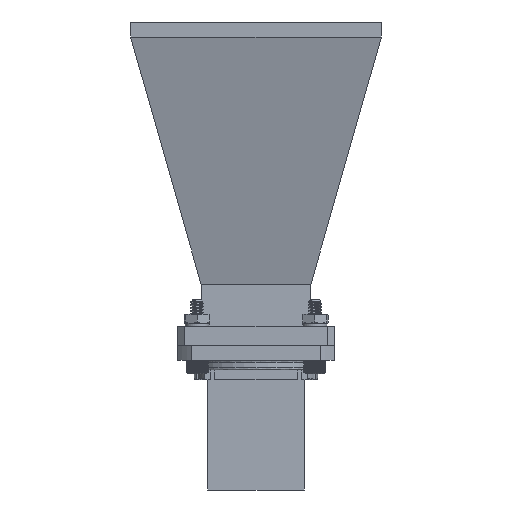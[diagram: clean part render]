
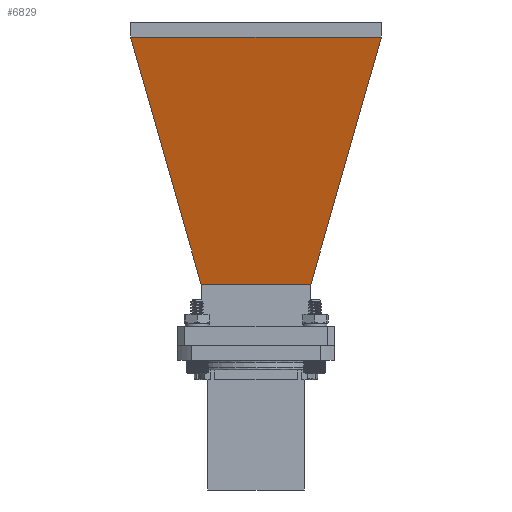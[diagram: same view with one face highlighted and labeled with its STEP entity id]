
A CAD part, front view. The second image highlights one B-rep face of the part: STEP entity #6829.
In plain terms, the highlighted face is planar.
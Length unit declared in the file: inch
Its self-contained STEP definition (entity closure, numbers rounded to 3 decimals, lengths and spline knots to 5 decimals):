
#491 = VERTEX_POINT ( 'NONE', #16240 ) ;
#565 = VECTOR ( 'NONE', #7521, 39.37008 ) ;
#1314 = EDGE_CURVE ( 'NONE', #491, #12700, #2331, .T. ) ;
#2096 = CARTESIAN_POINT ( 'NONE',  ( -0.31811, 0.56865, 1.95391 ) ) ;
#2331 = LINE ( 'NONE', #10009, #565 ) ;
#2723 = CARTESIAN_POINT ( 'NONE',  ( -0.9599, 0., 4.5116 ) ) ;
#2990 = LINE ( 'NONE', #2723, #6516 ) ;
#3199 = CARTESIAN_POINT ( 'NONE',  ( -0.31811, 0., 1.95391 ) ) ;
#3479 = DIRECTION ( 'NONE',  ( -0.235, 0.266, 0.935 ) ) ;
#3658 = LINE ( 'NONE', #2096, #10931 ) ;
#5105 = CARTESIAN_POINT ( 'NONE',  ( -0.31811, -0.56865, 1.95391 ) ) ;
#5471 = FACE_OUTER_BOUND ( 'NONE', #7622, .T. ) ;
#5565 = ORIENTED_EDGE ( 'NONE', *, *, #13349, .T. ) ;
#6516 = VECTOR ( 'NONE', #9553, 39.37008 ) ;
#6771 = ORIENTED_EDGE ( 'NONE', *, *, #12953, .F. ) ;
#6829 = ADVANCED_FACE ( 'NONE', ( #5471 ), #10845, .T. ) ;
#7106 = EDGE_CURVE ( 'NONE', #491, #7657, #2990, .T. ) ;
#7521 = DIRECTION ( 'NONE',  ( 0.235, 0.266, -0.935 ) ) ;
#7622 = EDGE_LOOP ( 'NONE', ( #5565, #8289, #11043, #6771 ) ) ;
#7657 = VERTEX_POINT ( 'NONE', #13721 ) ;
#8045 = LINE ( 'NONE', #3199, #10106 ) ;
#8289 = ORIENTED_EDGE ( 'NONE', *, *, #1314, .F. ) ;
#9498 = DIRECTION ( 'NONE',  ( 0., -1., 0. ) ) ;
#9553 = DIRECTION ( 'NONE',  ( 0., 1., 0. ) ) ;
#9573 = DIRECTION ( 'NONE',  ( -0.243, 0., 0.97 ) ) ;
#10009 = CARTESIAN_POINT ( 'NONE',  ( -0.9599, -1.2976, 4.5116 ) ) ;
#10106 = VECTOR ( 'NONE', #9498, 39.37008 ) ;
#10676 = DIRECTION ( 'NONE',  ( -0.97, 0., -0.243 ) ) ;
#10845 = PLANE ( 'NONE',  #13059 ) ;
#10931 = VECTOR ( 'NONE', #3479, 39.37008 ) ;
#11043 = ORIENTED_EDGE ( 'NONE', *, *, #7106, .T. ) ;
#12278 = VERTEX_POINT ( 'NONE', #13044 ) ;
#12700 = VERTEX_POINT ( 'NONE', #5105 ) ;
#12953 = EDGE_CURVE ( 'NONE', #12278, #7657, #3658, .T. ) ;
#13044 = CARTESIAN_POINT ( 'NONE',  ( -0.31811, 0.56865, 1.95391 ) ) ;
#13059 = AXIS2_PLACEMENT_3D ( 'NONE', #16061, #10676, #9573 ) ;
#13349 = EDGE_CURVE ( 'NONE', #12278, #12700, #8045, .T. ) ;
#13721 = CARTESIAN_POINT ( 'NONE',  ( -0.9599, 1.2976, 4.5116 ) ) ;
#16061 = CARTESIAN_POINT ( 'NONE',  ( -0.65331, 0., 3.28976 ) ) ;
#16240 = CARTESIAN_POINT ( 'NONE',  ( -0.9599, -1.2976, 4.5116 ) ) ;
